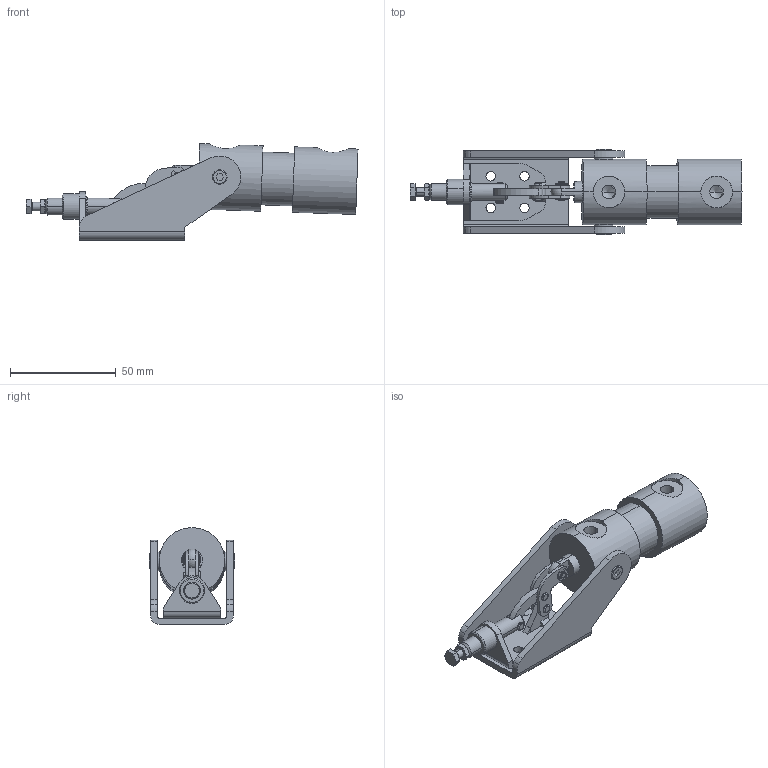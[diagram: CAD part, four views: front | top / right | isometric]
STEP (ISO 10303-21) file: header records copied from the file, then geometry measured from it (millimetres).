
FILE_DESCRIPTION((''),'2;1');
FILE_NAME('730-opened.stp','2005-09-28T10:44:21',('CAD'),(''),'Autodesk Inventor 8','Autodesk Inventor 8','');
FILE_SCHEMA(('AUTOMOTIVE_DESIGN { 1 0 10303 214 1 1 1 1 }'));
Length unit declared in the file: millimetre
Products named in the file (19): R730D1-OTEVØENÁ; 300R01E1; Welds_8; 300-01E1XE001; 300-01E1XE02; 300-01E1XE03; 300-02E1; 300-03E1; 730-04E1; 730-06E1; 730-08D1; N 2,4x7 [D=4,000 mm][d=2,400 mm][d1=0,8 mm][L=7 mm][k=0,8 mm][L1=2 mm][R1=0,3 mm][R=0,5 mm]; N 2,4x9 [D=4][d=2,4][d1=0,8 mm][L=9 mm][k=0,8 mm][L1=2 mm][R1=0,3 mm][R=0,5 mm]; Šroub se šestihrannou hlavou ISO 4017 - M4x16; Matice 萐N EN 24 035 M4; Kroužek 2.3 ÈSN 022929; Podložka B 4.30 ÈSN 021702; Šroub s vnitøním šestihranem DIN 912 - M4 x 6; VÁLEC PV20-25  2000056120200025
Assembly tree (23 placements, depth 3):
  R730D1-OTEVØENÁ
    300R01E1
      Welds_8
      300-01E1XE001
      300-01E1XE02
      300-01E1XE03
    300-02E1
    300-03E1
    730-04E1  x2
    730-06E1
    730-08D1
    N 2,4x7 [D=4,000 mm][d=2,400 mm][d1=0,8 mm][L=7 mm][k=0,8 mm][L1=2 mm][R1=0,3 mm][R=0,5 mm]  x2
    N 2,4x9 [D=4][d=2,4][d1=0,8 mm][L=9 mm][k=0,8 mm][L1=2 mm][R1=0,3 mm][R=0,5 mm]
    Šroub se šestihrannou hlavou ISO 4017 - M4x16
    Matice 萐N EN 24 035 M4
    Kroužek 2.3 ÈSN 022929  x2
    Podložka B 4.30 ÈSN 021702  x2
    Šroub s vnitøním šestihranem DIN 912 - M4 x 6  x2
    VÁLEC PV20-25  2000056120200025
Bounding box: 157.23 x 40.6 x 45.84 mm (x, y, z)
Volume: 73528.3 mm3; surface area: 30174.6 mm2
Topology: 24 solids, 24 shells, 438 faces, 1056 edges, 673 vertices
Faces by surface type: plane 150, cylinder 139, bspline 89, cone 48, torus 10, sphere 2
Entity records: 12237 total; most frequent: CARTESIAN_POINT 3470, DIRECTION 1831, ORIENTED_EDGE 1682, EDGE_CURVE 841, AXIS2_PLACEMENT_3D 721, VERTEX_POINT 542, EDGE_LOOP 421, CIRCLE 396
